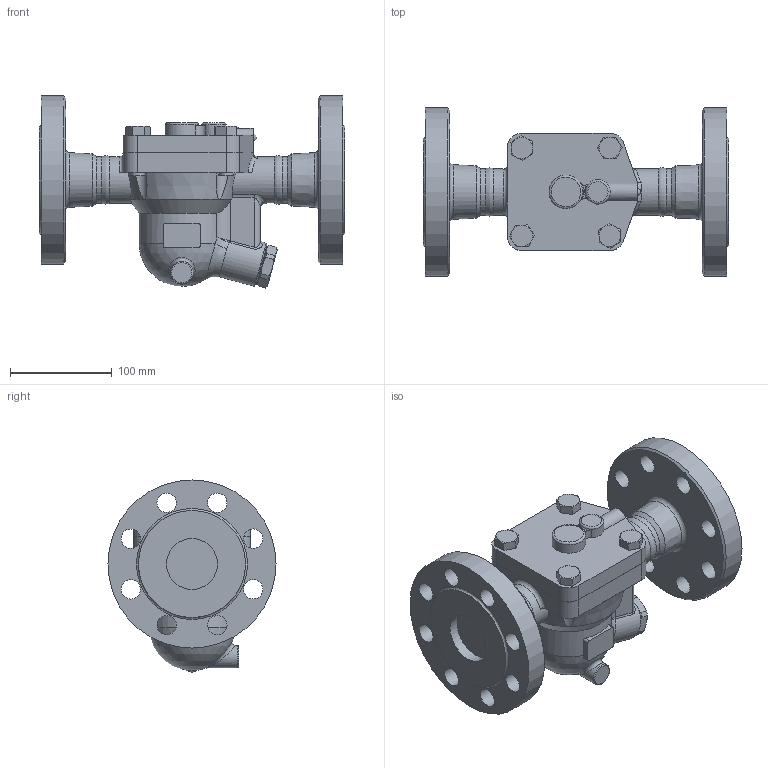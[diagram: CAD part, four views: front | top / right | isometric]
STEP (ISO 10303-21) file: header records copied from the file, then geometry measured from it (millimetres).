
FILE_DESCRIPTION((''),'2;1');
FILE_NAME('j5rlb-050-jis40-00.stp','2010-11-12T16:54:14',('nakaot'),(''),'Autodesk Inventor 2008','Autodesk Inventor 2008','');
FILE_SCHEMA(('AUTOMOTIVE_DESIGN { 1 0 10303 214 1 1 1 1 }'));
Length unit declared in the file: millimetre
Products named in the file (1): j5rlb-050-jis40-00
Bounding box: 300 x 165 x 188.58 mm (x, y, z)
Volume: 2496976.3 mm3; surface area: 244551.4 mm2
Topology: 1 solids, 1 shells, 284 faces, 719 edges, 457 vertices
Faces by surface type: plane 103, cylinder 65, bspline 61, cone 49, torus 4, sphere 2
Full cylindrical faces by diameter (mm): 14 x8, 19 x8, 22 x1, 27 x1, 44 x1, 46 x3, 50 x1, 80 x1, 165 x1
Entity records: 16909 total; most frequent: CARTESIAN_POINT 10821, ORIENTED_EDGE 1260, DIRECTION 1163, EDGE_CURVE 630, AXIS2_PLACEMENT_3D 487, VERTEX_POINT 429, EDGE_LOOP 405, FACE_OUTER_BOUND 284
